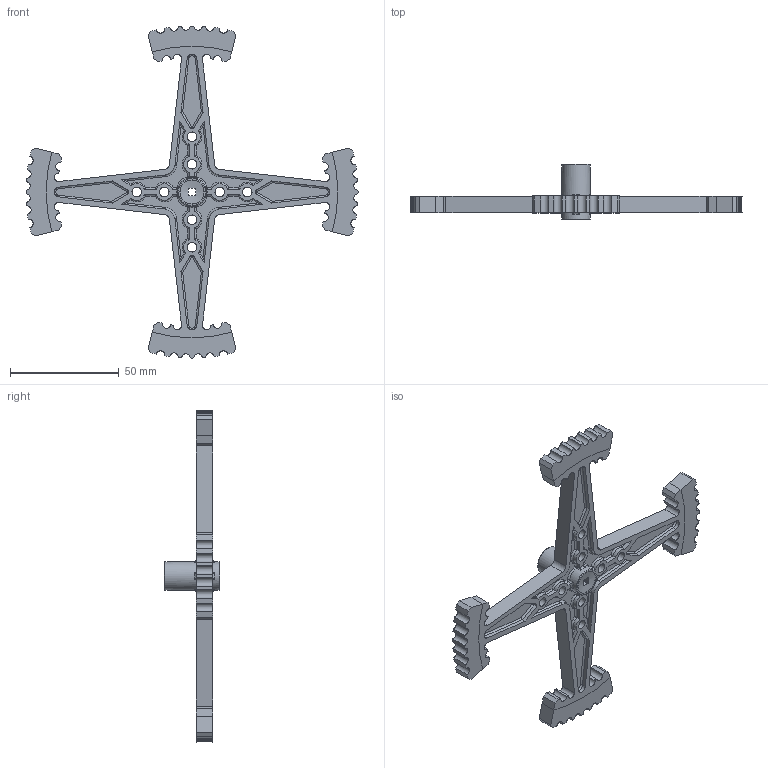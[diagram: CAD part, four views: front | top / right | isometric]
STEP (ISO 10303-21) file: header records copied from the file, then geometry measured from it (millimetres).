
FILE_DESCRIPTION(/* description */ (''),/* implementation_level */ '2;1');
FILE_NAME(/* name */ '6'''' Wheel Leg.ipt.step',/* time_stamp */ '2020-04-16T23:28:46-04:00',/* author */ ('Jordan'),/* organization */ (''),/* preprocessor_version */ 'ST-DEVELOPER v17',/* originating_system */ 'Autodesk Inventor 2019',/* authorisation */ '');
FILE_SCHEMA (('AUTOMOTIVE_DESIGN { 1 0 10303 214 3 1 1 }'));
Length unit declared in the file: inch
Products named in the file (1): 6'' Wheel Leg
Bounding box: 152.4 x 25.4 x 152.4 mm (x, y, z)
Volume: 34330.6 mm3; surface area: 22616.1 mm2
Topology: 1 solids, 1 shells, 605 faces, 1613 edges, 1022 vertices
Faces by surface type: cylinder 294, plane 216, torus 76, sphere 18, bspline 1
Full cylindrical faces by diameter (mm): 4.293 x8, 13.133 x2
Entity records: 22809 total; most frequent: CARTESIAN_POINT 7337, DIRECTION 3333, ORIENTED_EDGE 3226, EDGE_CURVE 1613, AXIS2_PLACEMENT_3D 1285, VERTEX_POINT 1022, LINE 763, VECTOR 763
